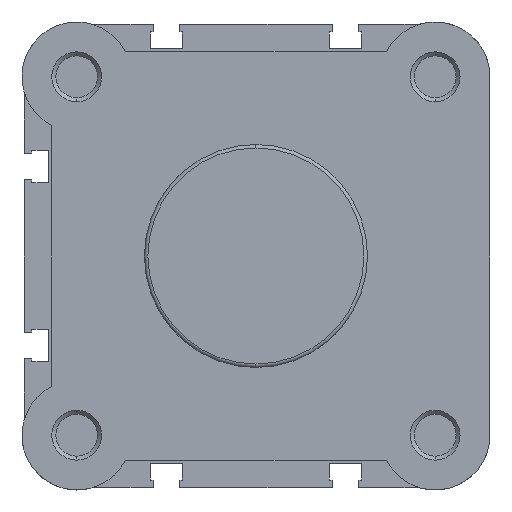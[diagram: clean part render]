
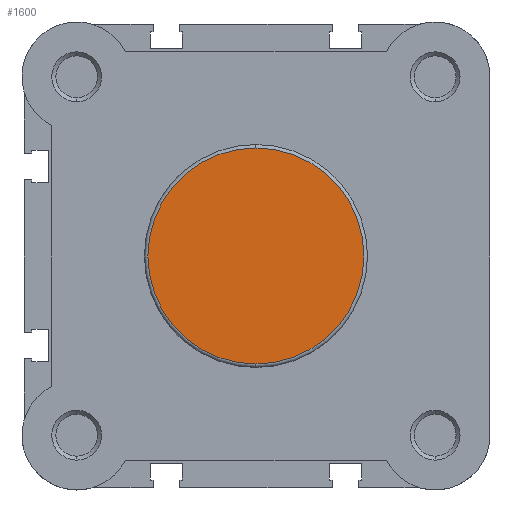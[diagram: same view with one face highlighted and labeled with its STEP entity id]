
A CAD part, left-side view. The second image highlights one B-rep face of the part: STEP entity #1600.
In plain terms, the highlighted planar face has unit normal (-1, 0, 0).
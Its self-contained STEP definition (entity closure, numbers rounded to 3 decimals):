
#216 = EDGE_CURVE ( 'NONE', #2003, #1995, #777, .T. ) ;
#237 = EDGE_LOOP ( 'NONE', ( #1652, #1639 ) ) ;
#777 = CIRCLE ( 'NONE', #3762, 21.7 ) ;
#851 = FACE_OUTER_BOUND ( 'NONE', #237, .T. ) ;
#1600 = ADVANCED_FACE ( 'NONE', ( #851 ), #4345, .F. ) ;
#1639 = ORIENTED_EDGE ( 'NONE', *, *, #216, .T. ) ;
#1652 = ORIENTED_EDGE ( 'NONE', *, *, #2730, .T. ) ;
#1995 = VERTEX_POINT ( 'NONE', #5111 ) ;
#2003 = VERTEX_POINT ( 'NONE', #5119 ) ;
#2730 = EDGE_CURVE ( 'NONE', #1995, #2003, #5448, .T. ) ;
#3762 = AXIS2_PLACEMENT_3D ( 'NONE', #4171, #4186, #4187 ) ;
#3808 = AXIS2_PLACEMENT_3D ( 'NONE', #4344, #4347, #4348 ) ;
#4026 = AXIS2_PLACEMENT_3D ( 'NONE', #5311, #5312, #5313 ) ;
#4171 = CARTESIAN_POINT ( 'NONE',  ( 0., 0., 0. ) ) ;
#4186 = DIRECTION ( 'NONE',  ( -1., 0., 0. ) ) ;
#4187 = DIRECTION ( 'NONE',  ( 0., 0., -1. ) ) ;
#4344 = CARTESIAN_POINT ( 'NONE',  ( 0., 22.4, 0. ) ) ;
#4345 = PLANE ( 'NONE',  #3808 ) ;
#4347 = DIRECTION ( 'NONE',  ( 1., 0., 0. ) ) ;
#4348 = DIRECTION ( 'NONE',  ( 0., 0., -1. ) ) ;
#5111 = CARTESIAN_POINT ( 'NONE',  ( 0., 0., -21.7 ) ) ;
#5119 = CARTESIAN_POINT ( 'NONE',  ( 0., 0., 21.7 ) ) ;
#5311 = CARTESIAN_POINT ( 'NONE',  ( 0., 0., 0. ) ) ;
#5312 = DIRECTION ( 'NONE',  ( -1., 0., 0. ) ) ;
#5313 = DIRECTION ( 'NONE',  ( 0., 0., -1. ) ) ;
#5448 = CIRCLE ( 'NONE', #4026, 21.7 ) ;
